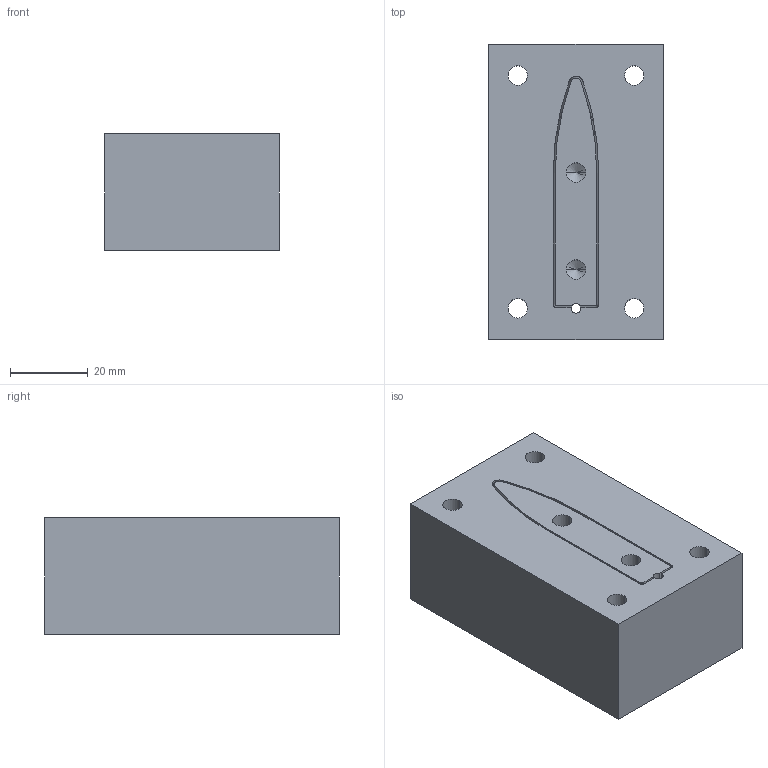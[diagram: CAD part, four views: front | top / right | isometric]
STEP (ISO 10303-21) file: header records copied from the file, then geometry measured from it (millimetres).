
FILE_DESCRIPTION (( 'STEP AP214' ), '1' );
FILE_NAME ('001-PD-001_Punch and Die Separation.STEP', '2022-01-17T08:09:21', ( '' ), ( '' ), 'SwSTEP 2.0', 'SolidWorks 2015', '' );
FILE_SCHEMA (( 'AUTOMOTIVE_DESIGN' ));
Length unit declared in the file: millimetre
Products named in the file (2): 001-PD-001_Punch and Die Separation
Bounding box: 45 x 76 x 30 mm (x, y, z)
Volume: 97425.8 mm3; surface area: 24365.5 mm2
Topology: 2 solids, 2 shells, 48 faces, 136 edges, 98 vertices
Faces by surface type: cylinder 18, bspline 14, plane 12, cone 4
Entity records: 2904 total; most frequent: CARTESIAN_POINT 1391, ORIENTED_EDGE 248, DIRECTION 194, EDGE_CURVE 124, VERTEX_POINT 82, AXIS2_PLACEMENT_3D 73, EDGE_LOOP 60, ADVANCED_FACE 48
